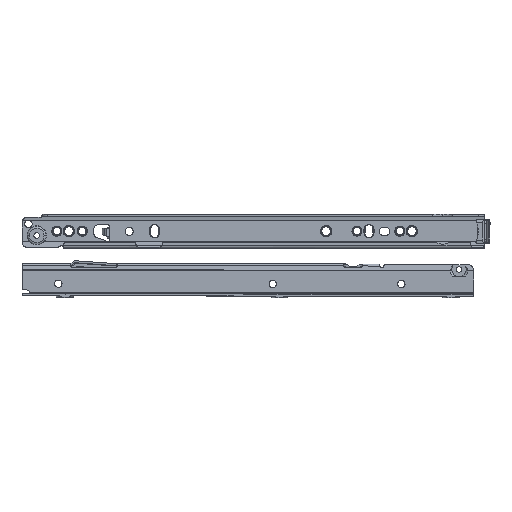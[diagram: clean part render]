
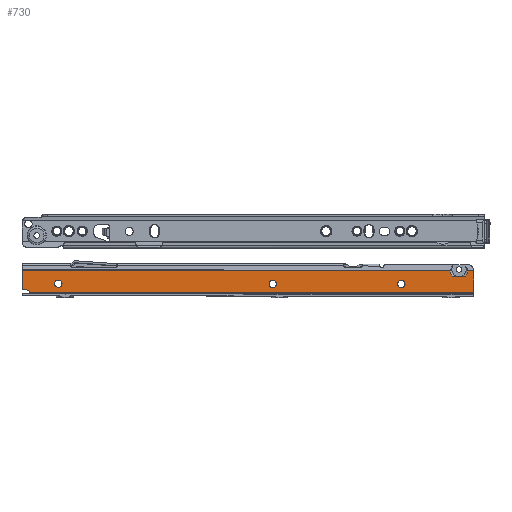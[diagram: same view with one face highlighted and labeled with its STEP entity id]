
A CAD part, top view. The second image highlights one B-rep face of the part: STEP entity #730.
In plain terms, the highlighted planar face has unit normal (0, 0, 1).
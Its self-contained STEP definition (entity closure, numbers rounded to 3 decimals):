
#92 = VERTEX_POINT ( 'NONE', #7337 ) ;
#117 = CARTESIAN_POINT ( 'NONE',  ( 187., 7.5, 0.23 ) ) ;
#297 = CARTESIAN_POINT ( 'NONE',  ( 285.75, 7.5, 0.23 ) ) ;
#323 = DIRECTION ( 'NONE',  ( 0., 0., -1. ) ) ;
#337 = DIRECTION ( 'NONE',  ( -1., 0., 0. ) ) ;
#412 = EDGE_CURVE ( 'NONE', #17596, #24607, #6816, .T. ) ;
#639 = CARTESIAN_POINT ( 'NONE',  ( 0., 17.607, 0.23 ) ) ;
#715 = ORIENTED_EDGE ( 'NONE', *, *, #7518, .T. ) ;
#730 = ADVANCED_FACE ( 'NONE', ( #13603, #17310, #7884, #19217 ), #23275, .F. ) ;
#866 = ORIENTED_EDGE ( 'NONE', *, *, #8187, .F. ) ;
#2519 = EDGE_CURVE ( 'NONE', #21901, #20972, #24103, .T. ) ;
#2570 = CARTESIAN_POINT ( 'NONE',  ( 0., -12.66, 0.23 ) ) ;
#2573 = ORIENTED_EDGE ( 'NONE', *, *, #17146, .T. ) ;
#2617 = LINE ( 'NONE', #20555, #17081 ) ;
#2684 = DIRECTION ( 'NONE',  ( -1., 0., 0. ) ) ;
#2739 = EDGE_CURVE ( 'NONE', #14247, #13027, #15170, .T. ) ;
#2753 = EDGE_CURVE ( 'NONE', #3863, #14247, #20729, .T. ) ;
#2858 = AXIS2_PLACEMENT_3D ( 'NONE', #7839, #323, #17630 ) ;
#2863 = DIRECTION ( 'NONE',  ( 0., -1., 0. ) ) ;
#2988 = AXIS2_PLACEMENT_3D ( 'NONE', #12961, #5574, #19062 ) ;
#3353 = AXIS2_PLACEMENT_3D ( 'NONE', #20986, #7630, #3437 ) ;
#3437 = DIRECTION ( 'NONE',  ( -1., 0., 0. ) ) ;
#3532 = CIRCLE ( 'NONE', #24252, 2.75 ) ;
#3863 = VERTEX_POINT ( 'NONE', #17307 ) ;
#4069 = DIRECTION ( 'NONE',  ( 0., 1., 0. ) ) ;
#4580 = EDGE_LOOP ( 'NONE', ( #24350, #6445 ) ) ;
#4609 = DIRECTION ( 'NONE',  ( 0., -1., 0. ) ) ;
#4715 = CARTESIAN_POINT ( 'NONE',  ( 332.926, 17.607, 0.23 ) ) ;
#4750 = CARTESIAN_POINT ( 'NONE',  ( 0., 17.607, 0.23 ) ) ;
#5151 = ORIENTED_EDGE ( 'NONE', *, *, #7616, .T. ) ;
#5574 = DIRECTION ( 'NONE',  ( 0., 0., 1. ) ) ;
#5664 = AXIS2_PLACEMENT_3D ( 'NONE', #16107, #14439, #2863 ) ;
#5774 = LINE ( 'NONE', #2570, #18612 ) ;
#6151 = ORIENTED_EDGE ( 'NONE', *, *, #2753, .F. ) ;
#6386 = VECTOR ( 'NONE', #19587, 1000. ) ;
#6445 = ORIENTED_EDGE ( 'NONE', *, *, #412, .T. ) ;
#6816 = CIRCLE ( 'NONE', #19413, 2.75 ) ;
#7337 = CARTESIAN_POINT ( 'NONE',  ( 330.875, 13.5, 0.23 ) ) ;
#7518 = EDGE_CURVE ( 'NONE', #20972, #21901, #3532, .T. ) ;
#7616 = EDGE_CURVE ( 'NONE', #17899, #10180, #21739, .T. ) ;
#7630 = DIRECTION ( 'NONE',  ( 0., 0., -1. ) ) ;
#7839 = CARTESIAN_POINT ( 'NONE',  ( 326., 18.5, 0.23 ) ) ;
#7884 = FACE_BOUND ( 'NONE', #14124, .T. ) ;
#8088 = ORIENTED_EDGE ( 'NONE', *, *, #21823, .T. ) ;
#8187 = EDGE_CURVE ( 'NONE', #13027, #15089, #15085, .T. ) ;
#8232 = CARTESIAN_POINT ( 'NONE',  ( 27., 7.5, 0.23 ) ) ;
#8279 = EDGE_CURVE ( 'NONE', #10889, #15089, #5774, .T. ) ;
#8417 = LINE ( 'NONE', #639, #18353 ) ;
#8443 = ORIENTED_EDGE ( 'NONE', *, *, #2739, .F. ) ;
#8822 = ORIENTED_EDGE ( 'NONE', *, *, #8279, .T. ) ;
#8830 = CARTESIAN_POINT ( 'NONE',  ( 0., 2.94, 0.23 ) ) ;
#9596 = EDGE_CURVE ( 'NONE', #24607, #17596, #10568, .T. ) ;
#9624 = EDGE_CURVE ( 'NONE', #24271, #10055, #13418, .T. ) ;
#9726 = CARTESIAN_POINT ( 'NONE',  ( 337., 30.34, 0.23 ) ) ;
#9906 = EDGE_CURVE ( 'NONE', #3863, #17899, #19275, .T. ) ;
#9925 = CARTESIAN_POINT ( 'NONE',  ( 319.074, 17.607, 0.23 ) ) ;
#10055 = VERTEX_POINT ( 'NONE', #18129 ) ;
#10168 = AXIS2_PLACEMENT_3D ( 'NONE', #13510, #21257, #23298 ) ;
#10171 = DIRECTION ( 'NONE',  ( -1., 0., 0. ) ) ;
#10180 = VERTEX_POINT ( 'NONE', #4715 ) ;
#10295 = DIRECTION ( 'NONE',  ( 0., 0., -1. ) ) ;
#10568 = CIRCLE ( 'NONE', #10168, 2.75 ) ;
#10588 = CARTESIAN_POINT ( 'NONE',  ( 187., 7.5, 0.23 ) ) ;
#10889 = VERTEX_POINT ( 'NONE', #4750 ) ;
#11151 = ORIENTED_EDGE ( 'NONE', *, *, #24421, .T. ) ;
#11196 = CARTESIAN_POINT ( 'NONE',  ( 337., 1.3, 0.23 ) ) ;
#12413 = CARTESIAN_POINT ( 'NONE',  ( 189.75, 7.5, 0.23 ) ) ;
#12601 = CARTESIAN_POINT ( 'NONE',  ( 321.125, 13.5, 0.23 ) ) ;
#12771 = DIRECTION ( 'NONE',  ( 0., 0., -1. ) ) ;
#12837 = CARTESIAN_POINT ( 'NONE',  ( 5.674, 1.3, 0.23 ) ) ;
#12894 = VECTOR ( 'NONE', #22969, 1000. ) ;
#12961 = CARTESIAN_POINT ( 'NONE',  ( 3., -0.06, 0.23 ) ) ;
#13027 = VERTEX_POINT ( 'NONE', #13196 ) ;
#13196 = CARTESIAN_POINT ( 'NONE',  ( 3., 2.94, 0.23 ) ) ;
#13418 = CIRCLE ( 'NONE', #16253, 2.75 ) ;
#13427 = CARTESIAN_POINT ( 'NONE',  ( 0., 2.94, 0.23 ) ) ;
#13510 = CARTESIAN_POINT ( 'NONE',  ( 283., 7.5, 0.23 ) ) ;
#13589 = AXIS2_PLACEMENT_3D ( 'NONE', #13733, #25065, #4069 ) ;
#13603 = FACE_OUTER_BOUND ( 'NONE', #16410, .T. ) ;
#13733 = CARTESIAN_POINT ( 'NONE',  ( 0., -12.66, 0.23 ) ) ;
#13822 = CIRCLE ( 'NONE', #2858, 6.983 ) ;
#14124 = EDGE_LOOP ( 'NONE', ( #715, #23348 ) ) ;
#14247 = VERTEX_POINT ( 'NONE', #12837 ) ;
#14310 = ORIENTED_EDGE ( 'NONE', *, *, #14668, .T. ) ;
#14425 = VERTEX_POINT ( 'NONE', #12601 ) ;
#14439 = DIRECTION ( 'NONE',  ( 0., 0., -1. ) ) ;
#14655 = DIRECTION ( 'NONE',  ( 0., 0., -1. ) ) ;
#14668 = EDGE_CURVE ( 'NONE', #14425, #23128, #15427, .T. ) ;
#15085 = LINE ( 'NONE', #13427, #12894 ) ;
#15089 = VERTEX_POINT ( 'NONE', #8830 ) ;
#15170 = CIRCLE ( 'NONE', #2988, 3. ) ;
#15427 = CIRCLE ( 'NONE', #5664, 6.983 ) ;
#15780 = CARTESIAN_POINT ( 'NONE',  ( 337., 17.607, 0.23 ) ) ;
#16107 = CARTESIAN_POINT ( 'NONE',  ( 326., 18.5, 0.23 ) ) ;
#16253 = AXIS2_PLACEMENT_3D ( 'NONE', #8232, #22081, #337 ) ;
#16410 = EDGE_LOOP ( 'NONE', ( #8443, #6151, #22408, #5151, #2573, #8088, #14310, #11151, #8822, #866 ) ) ;
#16675 = CARTESIAN_POINT ( 'NONE',  ( 280.25, 7.5, 0.23 ) ) ;
#16878 = EDGE_LOOP ( 'NONE', ( #21063, #21159 ) ) ;
#17081 = VECTOR ( 'NONE', #18151, 1000. ) ;
#17146 = EDGE_CURVE ( 'NONE', #10180, #92, #13822, .T. ) ;
#17307 = CARTESIAN_POINT ( 'NONE',  ( 337., 1.3, 0.23 ) ) ;
#17310 = FACE_BOUND ( 'NONE', #16878, .T. ) ;
#17494 = DIRECTION ( 'NONE',  ( 0., 1., 0. ) ) ;
#17596 = VERTEX_POINT ( 'NONE', #297 ) ;
#17630 = DIRECTION ( 'NONE',  ( 0., -1., 0. ) ) ;
#17899 = VERTEX_POINT ( 'NONE', #15780 ) ;
#17911 = VECTOR ( 'NONE', #17494, 1000. ) ;
#17977 = CIRCLE ( 'NONE', #3353, 2.75 ) ;
#18129 = CARTESIAN_POINT ( 'NONE',  ( 24.25, 7.5, 0.23 ) ) ;
#18151 = DIRECTION ( 'NONE',  ( -1., 0., 0. ) ) ;
#18353 = VECTOR ( 'NONE', #2684, 1000. ) ;
#18508 = CARTESIAN_POINT ( 'NONE',  ( 283., 7.5, 0.23 ) ) ;
#18612 = VECTOR ( 'NONE', #4609, 1000. ) ;
#19062 = DIRECTION ( 'NONE',  ( 0., -1., 0. ) ) ;
#19217 = FACE_BOUND ( 'NONE', #4580, .T. ) ;
#19275 = LINE ( 'NONE', #9726, #17911 ) ;
#19413 = AXIS2_PLACEMENT_3D ( 'NONE', #18508, #12771, #22444 ) ;
#19428 = CARTESIAN_POINT ( 'NONE',  ( 184.25, 7.5, 0.23 ) ) ;
#19587 = DIRECTION ( 'NONE',  ( -1., 0., 0. ) ) ;
#20502 = DIRECTION ( 'NONE',  ( -1., 0., 0. ) ) ;
#20555 = CARTESIAN_POINT ( 'NONE',  ( 333., 13.5, 0.23 ) ) ;
#20729 = LINE ( 'NONE', #11196, #23691 ) ;
#20972 = VERTEX_POINT ( 'NONE', #19428 ) ;
#20974 = DIRECTION ( 'NONE',  ( -1., 0., 0. ) ) ;
#20986 = CARTESIAN_POINT ( 'NONE',  ( 27., 7.5, 0.23 ) ) ;
#21063 = ORIENTED_EDGE ( 'NONE', *, *, #24762, .T. ) ;
#21159 = ORIENTED_EDGE ( 'NONE', *, *, #9624, .T. ) ;
#21257 = DIRECTION ( 'NONE',  ( 0., 0., -1. ) ) ;
#21660 = AXIS2_PLACEMENT_3D ( 'NONE', #10588, #14655, #20502 ) ;
#21739 = LINE ( 'NONE', #23908, #6386 ) ;
#21823 = EDGE_CURVE ( 'NONE', #92, #14425, #2617, .T. ) ;
#21901 = VERTEX_POINT ( 'NONE', #12413 ) ;
#22081 = DIRECTION ( 'NONE',  ( 0., 0., -1. ) ) ;
#22408 = ORIENTED_EDGE ( 'NONE', *, *, #9906, .T. ) ;
#22444 = DIRECTION ( 'NONE',  ( -1., 0., 0. ) ) ;
#22969 = DIRECTION ( 'NONE',  ( -1., 0., 0. ) ) ;
#23128 = VERTEX_POINT ( 'NONE', #9925 ) ;
#23275 = PLANE ( 'NONE',  #13589 ) ;
#23298 = DIRECTION ( 'NONE',  ( -1., 0., 0. ) ) ;
#23348 = ORIENTED_EDGE ( 'NONE', *, *, #2519, .T. ) ;
#23691 = VECTOR ( 'NONE', #20974, 1000. ) ;
#23908 = CARTESIAN_POINT ( 'NONE',  ( 0., 17.607, 0.23 ) ) ;
#23986 = CARTESIAN_POINT ( 'NONE',  ( 29.75, 7.5, 0.23 ) ) ;
#24103 = CIRCLE ( 'NONE', #21660, 2.75 ) ;
#24252 = AXIS2_PLACEMENT_3D ( 'NONE', #117, #10295, #10171 ) ;
#24271 = VERTEX_POINT ( 'NONE', #23986 ) ;
#24350 = ORIENTED_EDGE ( 'NONE', *, *, #9596, .T. ) ;
#24421 = EDGE_CURVE ( 'NONE', #23128, #10889, #8417, .T. ) ;
#24607 = VERTEX_POINT ( 'NONE', #16675 ) ;
#24762 = EDGE_CURVE ( 'NONE', #10055, #24271, #17977, .T. ) ;
#25065 = DIRECTION ( 'NONE',  ( 0., 0., -1. ) ) ;
